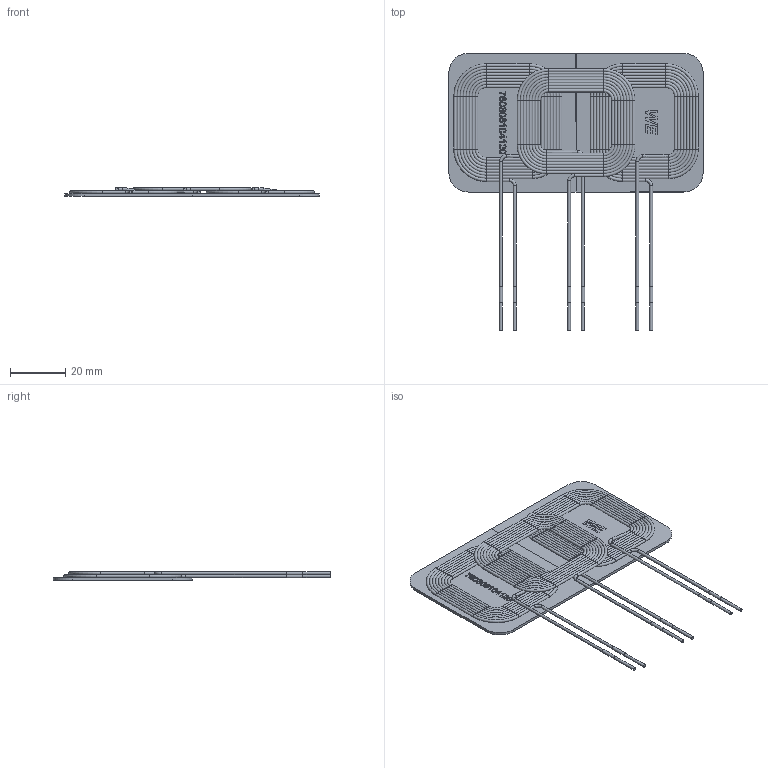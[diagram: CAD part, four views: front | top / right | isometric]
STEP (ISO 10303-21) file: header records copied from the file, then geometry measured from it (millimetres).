
FILE_DESCRIPTION( ( 'Unknown' ), '1' );
FILE_NAME( '760308104120.stp', 'Unknown', ( 'Unknown' ), ( 'Unknown' ), 'PSStep 17.0.49', 'Unknown', ' ' );
FILE_SCHEMA( ( 'AUTOMOTIVE_DESIGN { 1 0 10303 214 1 1 1 1 }' ) );
Length unit declared in the file: millimetre
Products named in the file (5): Assem1; Ferrite2; Ferrite; Coil 1 & 3; Coil 2
Assembly tree (5 placements, depth 2):
  Assem1
    Ferrite2
    Ferrite
    Coil 1 & 3  x2
    Coil 2
Bounding box: 91.7 x 100 x 3.21 mm (x, y, z)
Volume: 7266.7 mm3; surface area: 19821.1 mm2
Topology: 5 solids, 5 shells, 364 faces, 771 edges, 451 vertices
Faces by surface type: cylinder 118, plane 114, torus 102, extrusion 27, bspline 3
Full cylindrical faces by diameter (mm): 1.05 x108, 1.21 x6
Entity records: 10602 total; most frequent: CARTESIAN_POINT 2999, DIRECTION 985, ORIENTED_EDGE 896, EDGE_LOOP 472, EDGE_CURVE 448, FACE_OUTER_BOUND 442, AXIS2_PLACEMENT_3D 426, VERTEX_POINT 358
